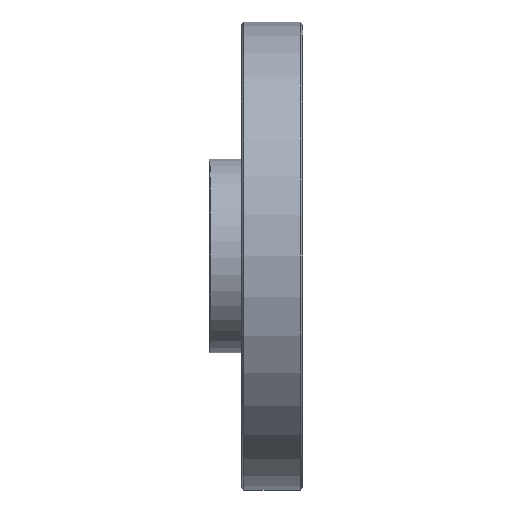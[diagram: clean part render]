
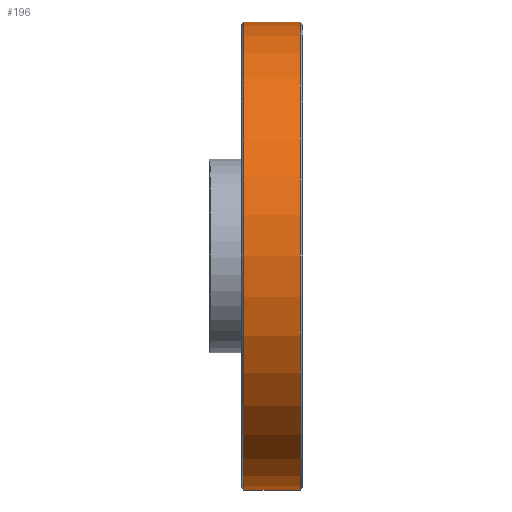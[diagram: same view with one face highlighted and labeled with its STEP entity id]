
A CAD part, left-side view. The second image highlights one B-rep face of the part: STEP entity #196.
In plain terms, the highlighted cylindrical face has radius 75.819 mm (diameter 151.638 mm), a partial arc.
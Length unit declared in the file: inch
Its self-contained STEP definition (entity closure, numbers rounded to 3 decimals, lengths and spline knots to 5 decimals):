
#9 = ORIENTED_EDGE ( 'NONE', *, *, #2686, .F. ) ;
#68 = ORIENTED_EDGE ( 'NONE', *, *, #3273, .T. ) ;
#146 = CARTESIAN_POINT ( 'NONE',  ( 0., 0.03, -2.985 ) ) ;
#196 = ADVANCED_FACE ( 'NONE', ( #413 ), #1973, .T. ) ;
#331 = AXIS2_PLACEMENT_3D ( 'NONE', #3214, #1559, #2338 ) ;
#347 = ORIENTED_EDGE ( 'NONE', *, *, #569, .T. ) ;
#352 = DIRECTION ( 'NONE',  ( 0., -1., 0. ) ) ;
#413 = FACE_OUTER_BOUND ( 'NONE', #3237, .T. ) ;
#439 = CARTESIAN_POINT ( 'NONE',  ( 0., 0., -2.985 ) ) ;
#522 = EDGE_CURVE ( 'NONE', #1257, #3906, #1733, .T. ) ;
#526 = CIRCLE ( 'NONE', #2967, 2.985 ) ;
#528 = DIRECTION ( 'NONE',  ( 0., -1., 0. ) ) ;
#569 = EDGE_CURVE ( 'NONE', #3906, #680, #3668, .T. ) ;
#680 = VERTEX_POINT ( 'NONE', #1546 ) ;
#933 = CARTESIAN_POINT ( 'NONE',  ( 0., 0.75, 2.985 ) ) ;
#978 = CARTESIAN_POINT ( 'NONE',  ( 0., 0., 0. ) ) ;
#1042 = CARTESIAN_POINT ( 'NONE',  ( 0., 0., 2.985 ) ) ;
#1257 = VERTEX_POINT ( 'NONE', #1301 ) ;
#1301 = CARTESIAN_POINT ( 'NONE',  ( 0., 0.75, -2.985 ) ) ;
#1423 = VECTOR ( 'NONE', #1684, 39.37008 ) ;
#1490 = CARTESIAN_POINT ( 'NONE',  ( 0., 0.75, 0. ) ) ;
#1546 = CARTESIAN_POINT ( 'NONE',  ( 0., 0.03, 2.985 ) ) ;
#1559 = DIRECTION ( 'NONE',  ( 0., 1., 0. ) ) ;
#1684 = DIRECTION ( 'NONE',  ( 0., -1., 0. ) ) ;
#1733 = LINE ( 'NONE', #439, #3274 ) ;
#1807 = DIRECTION ( 'NONE',  ( 0., 0., -1. ) ) ;
#1973 = CYLINDRICAL_SURFACE ( 'NONE', #3393, 2.985 ) ;
#2338 = DIRECTION ( 'NONE',  ( 0., 0., 1. ) ) ;
#2686 = EDGE_CURVE ( 'NONE', #3431, #680, #3069, .T. ) ;
#2806 = ORIENTED_EDGE ( 'NONE', *, *, #522, .T. ) ;
#2967 = AXIS2_PLACEMENT_3D ( 'NONE', #1490, #3652, #1807 ) ;
#3069 = LINE ( 'NONE', #1042, #1423 ) ;
#3127 = DIRECTION ( 'NONE',  ( 0., 0., -1. ) ) ;
#3214 = CARTESIAN_POINT ( 'NONE',  ( 0., 0.03, 0. ) ) ;
#3237 = EDGE_LOOP ( 'NONE', ( #9, #68, #2806, #347 ) ) ;
#3273 = EDGE_CURVE ( 'NONE', #3431, #1257, #526, .T. ) ;
#3274 = VECTOR ( 'NONE', #528, 39.37008 ) ;
#3393 = AXIS2_PLACEMENT_3D ( 'NONE', #978, #352, #3127 ) ;
#3431 = VERTEX_POINT ( 'NONE', #933 ) ;
#3652 = DIRECTION ( 'NONE',  ( 0., -1., 0. ) ) ;
#3668 = CIRCLE ( 'NONE', #331, 2.985 ) ;
#3906 = VERTEX_POINT ( 'NONE', #146 ) ;
